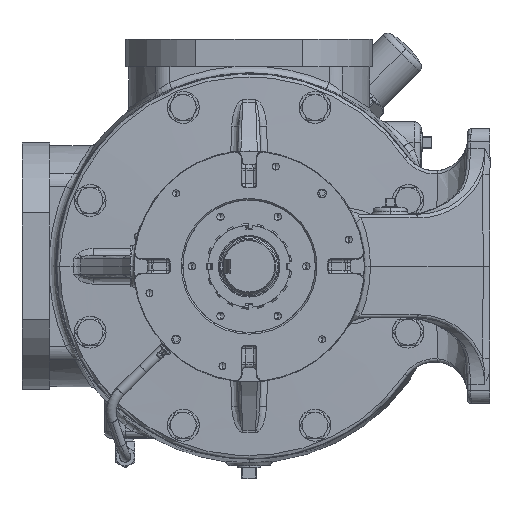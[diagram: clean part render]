
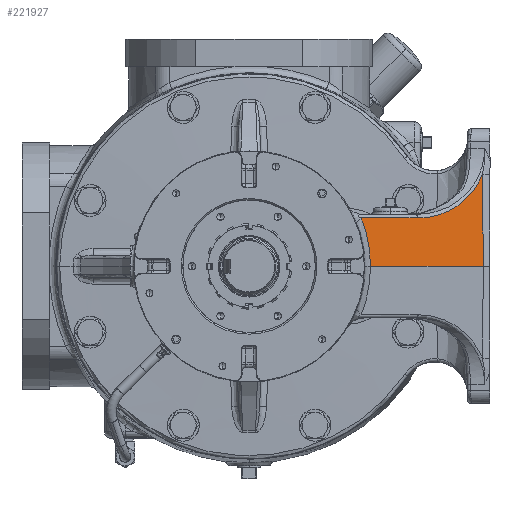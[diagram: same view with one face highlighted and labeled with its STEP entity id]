
A CAD part, left-side view. The second image highlights one B-rep face of the part: STEP entity #221927.
In plain terms, the highlighted planar face has unit normal (-0.707, -0.707, 0.035).
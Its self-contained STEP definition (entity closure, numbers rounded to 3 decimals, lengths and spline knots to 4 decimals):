
#709 = CARTESIAN_POINT ( 'NONE',  ( -12.924, -4.4099, 0. ) ) ;
#5675 = EDGE_CURVE ( 'NONE', #30763, #53699, #25182, .T. ) ;
#13366 = FACE_OUTER_BOUND ( 'NONE', #24930, .T. ) ;
#20975 = DIRECTION ( 'NONE',  ( -0.707, -0.707, 0.035 ) ) ;
#24930 = EDGE_LOOP ( 'NONE', ( #100001, #59494, #66059, #59265, #190048 ) ) ;
#25182 = LINE ( 'NONE', #197949, #202455 ) ;
#30537 = CARTESIAN_POINT ( 'NONE',  ( -8.5839, -8.75, 0. ) ) ;
#30763 = VERTEX_POINT ( 'NONE', #78907 ) ;
#34074 = VERTEX_POINT ( 'NONE', #163584 ) ;
#37486 = DIRECTION ( 'NONE',  ( 0.707, -0.707, 0. ) ) ;
#41224 = DIRECTION ( 'NONE',  ( -0.707, 0.707, 0. ) ) ;
#41983 = VECTOR ( 'NONE', #37486, 39.3701 ) ;
#51132 = CARTESIAN_POINT ( 'NONE',  ( -12.8974, -4.4067, 0.6035 ) ) ;
#52624 = LINE ( 'NONE', #172752, #156127 ) ;
#53699 = VERTEX_POINT ( 'NONE', #107481 ) ;
#56909 = CARTESIAN_POINT ( 'NONE',  ( -8.5839, -8.75, 0. ) ) ;
#59265 = ORIENTED_EDGE ( 'NONE', *, *, #5675, .T. ) ;
#59494 = ORIENTED_EDGE ( 'NONE', *, *, #80381, .T. ) ;
#63039 =( BOUNDED_CURVE ( )  B_SPLINE_CURVE ( 3, ( #188977, #202756, #99781, #206140 ),
 .UNSPECIFIED., .F., .F. ) 
 B_SPLINE_CURVE_WITH_KNOTS ( ( 4, 4 ),
 ( 3.5014, 4.663 ),
 .UNSPECIFIED. ) 
 CURVE ( )  GEOMETRIC_REPRESENTATION_ITEM ( )  RATIONAL_B_SPLINE_CURVE ( ( 1., 0.891, 0.891, 1. ) ) 
 REPRESENTATION_ITEM ( '' )  );
#66059 = ORIENTED_EDGE ( 'NONE', *, *, #216276, .T. ) ;
#77463 = CARTESIAN_POINT ( 'NONE',  ( -12.924, -4.4099, 0. ) ) ;
#77566 = CARTESIAN_POINT ( 'NONE',  ( -12.9806, -4.2942, 1.1965 ) ) ;
#78907 = CARTESIAN_POINT ( 'NONE',  ( -11.1082, -6.1389, 1.7592 ) ) ;
#80381 = EDGE_CURVE ( 'NONE', #34074, #180710, #52624, .T. ) ;
#99626 = DIRECTION ( 'NONE',  ( 0.035, 0.014, 0.999 ) ) ;
#99781 = CARTESIAN_POINT ( 'NONE',  ( -10.0321, -7.2149, 1.7592 ) ) ;
#100001 = ORIENTED_EDGE ( 'NONE', *, *, #162609, .T. ) ;
#107481 = CARTESIAN_POINT ( 'NONE',  ( -13.1709, -4.0761, 1.7592 ) ) ;
#119730 = PLANE ( 'NONE',  #212286 ) ;
#124420 = LINE ( 'NONE', #56909, #41983 ) ;
#125095 = DIRECTION ( 'NONE',  ( 0.707, -0.707, 0. ) ) ;
#140465 =( BOUNDED_CURVE ( )  B_SPLINE_CURVE ( 3, ( #164492, #77566, #51132, #709 ),
 .UNSPECIFIED., .F., .T. ) 
 B_SPLINE_CURVE_WITH_KNOTS ( ( 4, 4 ),
 ( 2.8212, 3.1856 ),
 .UNSPECIFIED. ) 
 CURVE ( )  GEOMETRIC_REPRESENTATION_ITEM ( )  RATIONAL_B_SPLINE_CURVE ( ( 1., 0.989, 0.989, 1. ) ) 
 REPRESENTATION_ITEM ( '' )  );
#156127 = VECTOR ( 'NONE', #99626, 39.3701 ) ;
#162609 = EDGE_CURVE ( 'NONE', #183978, #34074, #124420, .T. ) ;
#163584 = CARTESIAN_POINT ( 'NONE',  ( -8.821, -8.5129, 0. ) ) ;
#164492 = CARTESIAN_POINT ( 'NONE',  ( -13.1709, -4.0761, 1.7592 ) ) ;
#172752 = CARTESIAN_POINT ( 'NONE',  ( -8.8208, -8.5129, 0.0048 ) ) ;
#180710 = VERTEX_POINT ( 'NONE', #214450 ) ;
#183978 = VERTEX_POINT ( 'NONE', #77463 ) ;
#188977 = CARTESIAN_POINT ( 'NONE',  ( -8.7044, -8.4647, 3.3368 ) ) ;
#190048 = ORIENTED_EDGE ( 'NONE', *, *, #202609, .T. ) ;
#197949 = CARTESIAN_POINT ( 'NONE',  ( -13.4971, -3.7499, 1.7592 ) ) ;
#202455 = VECTOR ( 'NONE', #41224, 39.3701 ) ;
#202609 = EDGE_CURVE ( 'NONE', #53699, #183978, #140465, .T. ) ;
#202756 = CARTESIAN_POINT ( 'NONE',  ( -9.1325, -8.0853, 2.3496 ) ) ;
#206140 = CARTESIAN_POINT ( 'NONE',  ( -11.1082, -6.1389, 1.7592 ) ) ;
#212286 = AXIS2_PLACEMENT_3D ( 'NONE', #30537, #20975, #125095 ) ;
#214450 = CARTESIAN_POINT ( 'NONE',  ( -8.7044, -8.4647, 3.3368 ) ) ;
#216276 = EDGE_CURVE ( 'NONE', #180710, #30763, #63039, .T. ) ;
#221927 = ADVANCED_FACE ( 'Defeatured_0_2214', ( #13366 ), #119730, .T. ) ;
